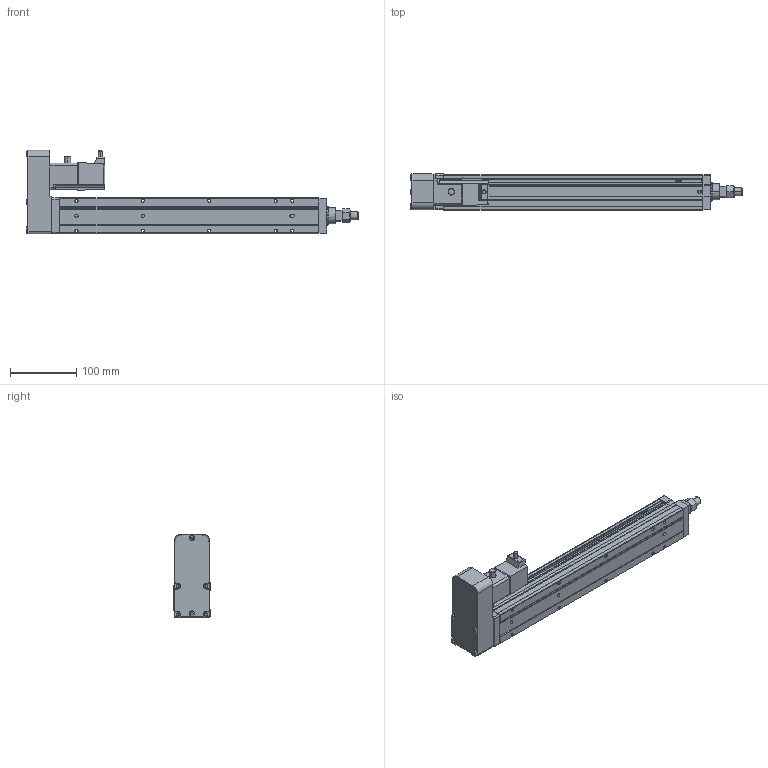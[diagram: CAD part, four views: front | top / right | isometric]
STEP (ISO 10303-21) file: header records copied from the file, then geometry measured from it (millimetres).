
FILE_DESCRIPTION (( 'STEP AP214' ), '1' );
FILE_NAME ('ETU05BL-12XLD-0250-XXXX.STEP', '2025-02-27T15:05:30', ( '' ), ( '' ), 'SwSTEP 2.0', 'SolidWorks 2022', '' );
FILE_SCHEMA (( 'AUTOMOTIVE_DESIGN' ));
Length unit declared in the file: millimetre
Products named in the file (10): ETU05-250BODY2; ETU05BL-12XLD-0250-XXXX; ETU05-250BODY0; FANG STICKER; ETU05-250BODY1; ETU05-250NUT; ETU05-250ROD; ETU05-250MOTOR; ETU05-250BODY3; ETU05-250SENSOR
Assembly tree (10 placements, depth 2):
  ETU05BL-12XLD-0250-XXXX
    ETU05-250BODY0
    ETU05-250BODY1
    ETU05-250BODY2
    ETU05-250MOTOR
    ETU05-250BODY3
    ETU05-250ROD
    ETU05-250NUT
    ETU05-250SENSOR  x2
    FANG STICKER
Bounding box: 500 x 55.25 x 125.77 mm (x, y, z)
Volume: 1264450.4 mm3; surface area: 222295.9 mm2
Topology: 10 solids, 10 shells, 856 faces, 2176 edges, 1401 vertices
Faces by surface type: plane 524, cylinder 226, cone 96, torus 10
Entity records: 25840 total; most frequent: CARTESIAN_POINT 4590, DIRECTION 4363, ORIENTED_EDGE 4276, EDGE_CURVE 2138, LINE 1535, VECTOR 1535, AXIS2_PLACEMENT_3D 1414, VERTEX_POINT 1381
